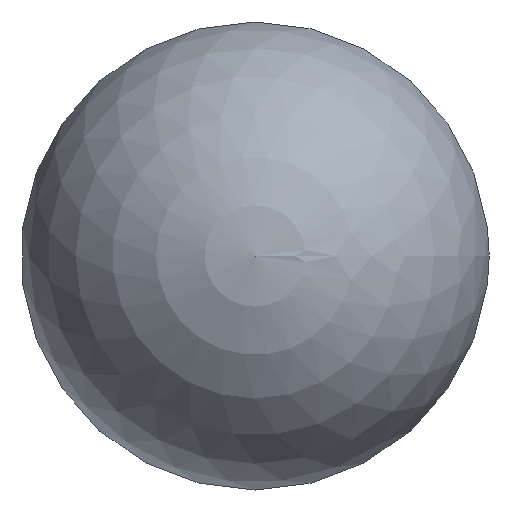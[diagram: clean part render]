
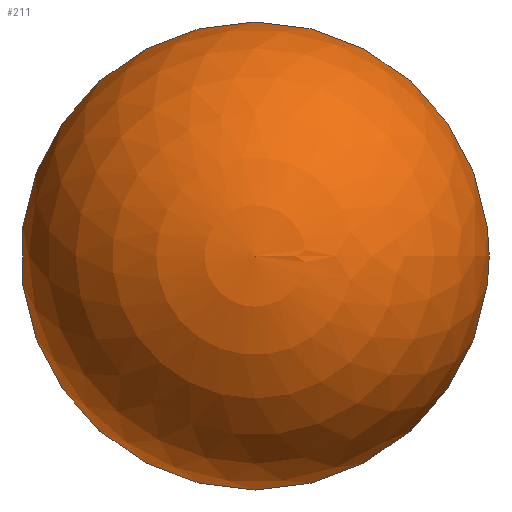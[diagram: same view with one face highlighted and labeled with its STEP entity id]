
A CAD part, left-side view. The second image highlights one B-rep face of the part: STEP entity #211.
In plain terms, the highlighted spherical face has radius 10 mm.
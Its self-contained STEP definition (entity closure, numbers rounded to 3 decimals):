
#199=SPHERICAL_SURFACE('',#376,10.);
#211=ADVANCED_FACE('',(#233),#199,.T.);
#233=FACE_OUTER_BOUND('',#238,.T.);
#238=EDGE_LOOP('',(#294,#295,#296));
#270=CIRCLE('',#373,9.848);
#271=CIRCLE('',#375,10.);
#294=ORIENTED_EDGE('',*,*,#350,.F.);
#295=ORIENTED_EDGE('',*,*,#350,.T.);
#296=ORIENTED_EDGE('',*,*,#349,.T.);
#329=VERTEX_POINT('',#493);
#330=VERTEX_POINT('',#497);
#349=EDGE_CURVE('',#329,#329,#270,.T.);
#350=EDGE_CURVE('',#330,#329,#271,.T.);
#373=AXIS2_PLACEMENT_3D('',#494,#416,#417);
#375=AXIS2_PLACEMENT_3D('',#496,#420,#421);
#376=AXIS2_PLACEMENT_3D('',#498,#422,#423);
#416=DIRECTION('',(-1.,0.,0.));
#417=DIRECTION('',(0.,-1.,0.));
#420=DIRECTION('',(0.,0.,1.));
#421=DIRECTION('',(1.,0.,0.));
#422=DIRECTION('',(-1.,0.,0.));
#423=DIRECTION('',(0.,-1.,0.));
#493=CARTESIAN_POINT('',(11.736,-9.848,0.));
#494=CARTESIAN_POINT('',(11.736,0.,0.));
#496=CARTESIAN_POINT('',(10.,0.,0.));
#497=CARTESIAN_POINT('',(0.,0.,0.));
#498=CARTESIAN_POINT('',(10.,0.,0.));
